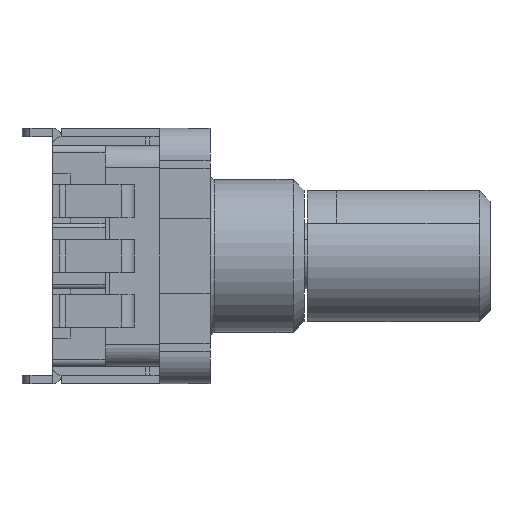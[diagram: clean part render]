
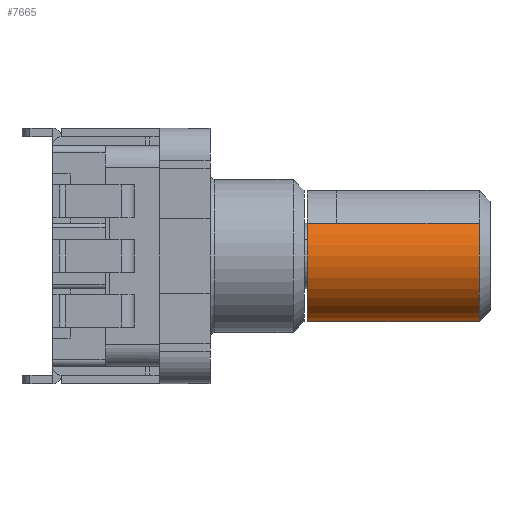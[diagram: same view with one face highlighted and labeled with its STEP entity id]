
A CAD part, front view. The second image highlights one B-rep face of the part: STEP entity #7665.
In plain terms, the highlighted cylindrical face has radius 3 mm (diameter 6 mm), a partial arc.
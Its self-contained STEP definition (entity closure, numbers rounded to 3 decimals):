
#264 = CARTESIAN_POINT ( 'NONE',  ( 15.85, 0., 0. ) ) ;
#1176 = DIRECTION ( 'NONE',  ( -1., 0., 0. ) ) ;
#1269 = CARTESIAN_POINT ( 'NONE',  ( 8., 2.598, -1.5 ) ) ;
#1879 = ORIENTED_EDGE ( 'NONE', *, *, #15888, .F. ) ;
#1914 = CARTESIAN_POINT ( 'NONE',  ( 8.85, 0., -3. ) ) ;
#2441 = CARTESIAN_POINT ( 'NONE',  ( 8., -2.598, 1.5 ) ) ;
#2898 = DIRECTION ( 'NONE',  ( -1., 0., 0. ) ) ;
#3261 = CARTESIAN_POINT ( 'NONE',  ( 9.35, -2.598, 1.5 ) ) ;
#3470 = EDGE_CURVE ( 'NONE', #19076, #17594, #10515, .T. ) ;
#3571 = ORIENTED_EDGE ( 'NONE', *, *, #16290, .F. ) ;
#3958 = CIRCLE ( 'NONE', #11154, 3. ) ;
#4559 = DIRECTION ( 'NONE',  ( -1., 0., 0. ) ) ;
#4743 = VECTOR ( 'NONE', #10737, 1000. ) ;
#4754 = ORIENTED_EDGE ( 'NONE', *, *, #3470, .T. ) ;
#5552 = VERTEX_POINT ( 'NONE', #18880 ) ;
#6458 = CARTESIAN_POINT ( 'NONE',  ( 15.85, 0., -3. ) ) ;
#7078 = CARTESIAN_POINT ( 'NONE',  ( 8., 2.598, -1.5 ) ) ;
#7442 = CARTESIAN_POINT ( 'NONE',  ( 8.675, -2.598, 1.5 ) ) ;
#7658 = CARTESIAN_POINT ( 'NONE',  ( 15.85, -2.598, 1.5 ) ) ;
#7665 = ADVANCED_FACE ( 'NONE', ( #19160 ), #15255, .T. ) ;
#7839 = CIRCLE ( 'NONE', #20394, 3. ) ;
#7867 = LINE ( 'NONE', #6458, #18168 ) ;
#7991 = ORIENTED_EDGE ( 'NONE', *, *, #15064, .F. ) ;
#8329 = VERTEX_POINT ( 'NONE', #22553 ) ;
#8393 = DIRECTION ( 'NONE',  ( 1., 0., 0. ) ) ;
#8714 = EDGE_LOOP ( 'NONE', ( #10290, #7991, #1879, #4754, #10314, #3571, #17412, #21296 ) ) ;
#9673 = DIRECTION ( 'NONE',  ( 1., 0., 0. ) ) ;
#10290 = ORIENTED_EDGE ( 'NONE', *, *, #21159, .T. ) ;
#10314 = ORIENTED_EDGE ( 'NONE', *, *, #12850, .F. ) ;
#10515 = LINE ( 'NONE', #1269, #4743 ) ;
#10737 = DIRECTION ( 'NONE',  ( 1., 0., 0. ) ) ;
#11154 = AXIS2_PLACEMENT_3D ( 'NONE', #16670, #20576, #20682 ) ;
#11405 = DIRECTION ( 'NONE',  ( 1., 0., 0. ) ) ;
#12304 = DIRECTION ( 'NONE',  ( 0., 0.866, -0.5 ) ) ;
#12770 = AXIS2_PLACEMENT_3D ( 'NONE', #13453, #2898, #22503 ) ;
#12850 = EDGE_CURVE ( 'NONE', #14586, #17594, #17669, .T. ) ;
#13453 = CARTESIAN_POINT ( 'NONE',  ( 8.675, 0., 0. ) ) ;
#13994 = CARTESIAN_POINT ( 'NONE',  ( 8.85, 2.598, -1.5 ) ) ;
#14219 = CARTESIAN_POINT ( 'NONE',  ( 8., 0., 0. ) ) ;
#14354 = AXIS2_PLACEMENT_3D ( 'NONE', #14219, #1176, #12304 ) ;
#14586 = VERTEX_POINT ( 'NONE', #1914 ) ;
#14920 = DIRECTION ( 'NONE',  ( -1., 0., 0. ) ) ;
#15064 = EDGE_CURVE ( 'NONE', #5552, #16503, #17066, .T. ) ;
#15090 = CIRCLE ( 'NONE', #14354, 3. ) ;
#15255 = CYLINDRICAL_SURFACE ( 'NONE', #12770, 3. ) ;
#15262 = EDGE_CURVE ( 'NONE', #8329, #17223, #7839, .T. ) ;
#15659 = DIRECTION ( 'NONE',  ( 0., 0., -1. ) ) ;
#15888 = EDGE_CURVE ( 'NONE', #19076, #5552, #15090, .T. ) ;
#16290 = EDGE_CURVE ( 'NONE', #17223, #14586, #7867, .T. ) ;
#16503 = VERTEX_POINT ( 'NONE', #3261 ) ;
#16670 = CARTESIAN_POINT ( 'NONE',  ( 15.85, 0., 0. ) ) ;
#17066 = LINE ( 'NONE', #2441, #18113 ) ;
#17223 = VERTEX_POINT ( 'NONE', #23053 ) ;
#17328 = CARTESIAN_POINT ( 'NONE',  ( 8.85, 0., 0. ) ) ;
#17412 = ORIENTED_EDGE ( 'NONE', *, *, #15262, .F. ) ;
#17594 = VERTEX_POINT ( 'NONE', #13994 ) ;
#17669 = CIRCLE ( 'NONE', #23372, 3. ) ;
#18113 = VECTOR ( 'NONE', #9673, 1000. ) ;
#18168 = VECTOR ( 'NONE', #4559, 1000. ) ;
#18199 = EDGE_CURVE ( 'NONE', #19128, #8329, #3958, .T. ) ;
#18666 = DIRECTION ( 'NONE',  ( 0., 0.5, 0.866 ) ) ;
#18880 = CARTESIAN_POINT ( 'NONE',  ( 8., -2.598, 1.5 ) ) ;
#19076 = VERTEX_POINT ( 'NONE', #7078 ) ;
#19128 = VERTEX_POINT ( 'NONE', #7658 ) ;
#19160 = FACE_OUTER_BOUND ( 'NONE', #8714, .T. ) ;
#20394 = AXIS2_PLACEMENT_3D ( 'NONE', #264, #11405, #18666 ) ;
#20439 = VECTOR ( 'NONE', #14920, 1000. ) ;
#20576 = DIRECTION ( 'NONE',  ( 1., 0., 0. ) ) ;
#20682 = DIRECTION ( 'NONE',  ( 0., 0.5, 0.866 ) ) ;
#21159 = EDGE_CURVE ( 'NONE', #19128, #16503, #22070, .T. ) ;
#21296 = ORIENTED_EDGE ( 'NONE', *, *, #18199, .F. ) ;
#22070 = LINE ( 'NONE', #7442, #20439 ) ;
#22503 = DIRECTION ( 'NONE',  ( 0., 0.866, -0.5 ) ) ;
#22553 = CARTESIAN_POINT ( 'NONE',  ( 15.85, -1.5, -2.598 ) ) ;
#23053 = CARTESIAN_POINT ( 'NONE',  ( 15.85, 0., -3. ) ) ;
#23372 = AXIS2_PLACEMENT_3D ( 'NONE', #17328, #8393, #15659 ) ;
